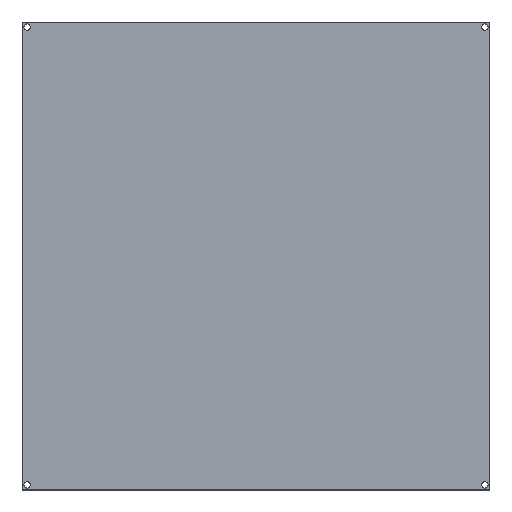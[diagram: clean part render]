
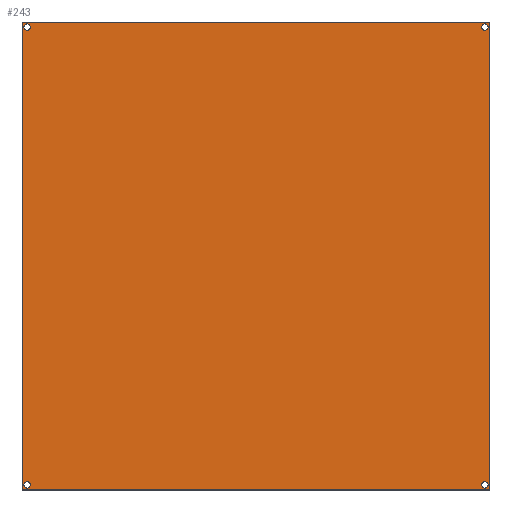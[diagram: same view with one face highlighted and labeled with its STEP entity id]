
A CAD part, top view. The second image highlights one B-rep face of the part: STEP entity #243.
In plain terms, the highlighted planar face has unit normal (0, 0, 1).
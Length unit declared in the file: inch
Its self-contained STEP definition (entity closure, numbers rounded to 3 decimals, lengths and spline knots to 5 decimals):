
#2 = CARTESIAN_POINT ( 'NONE',  ( 11.375, -11.375, 0.04 ) ) ;
#17 = DIRECTION ( 'NONE',  ( 0., -1., 0. ) ) ;
#20 = EDGE_CURVE ( 'NONE', #215, #215, #105, .T. ) ;
#23 = CARTESIAN_POINT ( 'NONE',  ( -10.9685, 11.125, 0.04 ) ) ;
#25 = EDGE_CURVE ( 'NONE', #113, #113, #324, .T. ) ;
#26 = VERTEX_POINT ( 'NONE', #23 ) ;
#29 = AXIS2_PLACEMENT_3D ( 'NONE', #232, #80, #155 ) ;
#40 = FACE_BOUND ( 'NONE', #269, .T. ) ;
#46 = CARTESIAN_POINT ( 'NONE',  ( 11.2815, -11.125, 0.04 ) ) ;
#51 = AXIS2_PLACEMENT_3D ( 'NONE', #224, #245, #96 ) ;
#59 = DIRECTION ( 'NONE',  ( -1., 0., 0. ) ) ;
#65 = EDGE_LOOP ( 'NONE', ( #142 ) ) ;
#68 = FACE_BOUND ( 'NONE', #65, .T. ) ;
#72 = ORIENTED_EDGE ( 'NONE', *, *, #20, .T. ) ;
#73 = EDGE_LOOP ( 'NONE', ( #301 ) ) ;
#77 = LINE ( 'NONE', #179, #207 ) ;
#79 = AXIS2_PLACEMENT_3D ( 'NONE', #211, #188, #206 ) ;
#80 = DIRECTION ( 'NONE',  ( 0., 0., -1. ) ) ;
#85 = FACE_OUTER_BOUND ( 'NONE', #327, .T. ) ;
#90 = CARTESIAN_POINT ( 'NONE',  ( -11.125, -11.125, 0.04 ) ) ;
#94 = ORIENTED_EDGE ( 'NONE', *, *, #126, .T. ) ;
#96 = DIRECTION ( 'NONE',  ( 1., 0., 0. ) ) ;
#105 = CIRCLE ( 'NONE', #51, 0.1565 ) ;
#107 = FACE_BOUND ( 'NONE', #73, .T. ) ;
#113 = VERTEX_POINT ( 'NONE', #194 ) ;
#121 = EDGE_CURVE ( 'NONE', #323, #299, #229, .T. ) ;
#122 = VERTEX_POINT ( 'NONE', #173 ) ;
#123 = CARTESIAN_POINT ( 'NONE',  ( 11.375, 0., 0.04 ) ) ;
#126 = EDGE_CURVE ( 'NONE', #26, #26, #150, .T. ) ;
#142 = ORIENTED_EDGE ( 'NONE', *, *, #25, .T. ) ;
#145 = VECTOR ( 'NONE', #283, 39.37008 ) ;
#150 = CIRCLE ( 'NONE', #29, 0.1565 ) ;
#154 = VECTOR ( 'NONE', #17, 39.37008 ) ;
#155 = DIRECTION ( 'NONE',  ( 1., 0., 0. ) ) ;
#158 = ORIENTED_EDGE ( 'NONE', *, *, #284, .T. ) ;
#159 = LINE ( 'NONE', #298, #289 ) ;
#161 = LINE ( 'NONE', #325, #154 ) ;
#164 = FACE_BOUND ( 'NONE', #187, .T. ) ;
#173 = CARTESIAN_POINT ( 'NONE',  ( -11.375, -11.375, 0.04 ) ) ;
#175 = EDGE_CURVE ( 'NONE', #299, #236, #77, .T. ) ;
#179 = CARTESIAN_POINT ( 'NONE',  ( 0., 11.375, 0.04 ) ) ;
#187 = EDGE_LOOP ( 'NONE', ( #72 ) ) ;
#188 = DIRECTION ( 'NONE',  ( 0., 0., 1. ) ) ;
#191 = ORIENTED_EDGE ( 'NONE', *, *, #175, .T. ) ;
#194 = CARTESIAN_POINT ( 'NONE',  ( 11.2815, 11.125, 0.04 ) ) ;
#195 = CARTESIAN_POINT ( 'NONE',  ( 11.125, 11.125, 0.04 ) ) ;
#206 = DIRECTION ( 'NONE',  ( 1., 0., 0. ) ) ;
#207 = VECTOR ( 'NONE', #59, 39.37008 ) ;
#209 = PLANE ( 'NONE',  #79 ) ;
#211 = CARTESIAN_POINT ( 'NONE',  ( 0., 0., 0.04 ) ) ;
#215 = VERTEX_POINT ( 'NONE', #46 ) ;
#224 = CARTESIAN_POINT ( 'NONE',  ( 11.125, -11.125, 0.04 ) ) ;
#229 = LINE ( 'NONE', #123, #145 ) ;
#232 = CARTESIAN_POINT ( 'NONE',  ( -11.125, 11.125, 0.04 ) ) ;
#233 = CARTESIAN_POINT ( 'NONE',  ( -11.375, 11.375, 0.04 ) ) ;
#236 = VERTEX_POINT ( 'NONE', #233 ) ;
#241 = VERTEX_POINT ( 'NONE', #272 ) ;
#242 = DIRECTION ( 'NONE',  ( 0., 0., -1. ) ) ;
#243 = ADVANCED_FACE ( 'NONE', ( #107, #40, #68, #164, #85 ), #209, .T. ) ;
#245 = DIRECTION ( 'NONE',  ( 0., 0., -1. ) ) ;
#261 = ORIENTED_EDGE ( 'NONE', *, *, #279, .T. ) ;
#263 = CARTESIAN_POINT ( 'NONE',  ( 11.375, 11.375, 0.04 ) ) ;
#265 = DIRECTION ( 'NONE',  ( 1., 0., 0. ) ) ;
#267 = DIRECTION ( 'NONE',  ( 1., 0., 0. ) ) ;
#269 = EDGE_LOOP ( 'NONE', ( #94 ) ) ;
#271 = DIRECTION ( 'NONE',  ( 1., 0., 0. ) ) ;
#272 = CARTESIAN_POINT ( 'NONE',  ( -10.9685, -11.125, 0.04 ) ) ;
#273 = ORIENTED_EDGE ( 'NONE', *, *, #121, .T. ) ;
#276 = CIRCLE ( 'NONE', #315, 0.1565 ) ;
#279 = EDGE_CURVE ( 'NONE', #236, #122, #161, .T. ) ;
#282 = AXIS2_PLACEMENT_3D ( 'NONE', #195, #242, #271 ) ;
#283 = DIRECTION ( 'NONE',  ( 0., 1., 0. ) ) ;
#284 = EDGE_CURVE ( 'NONE', #122, #323, #159, .T. ) ;
#289 = VECTOR ( 'NONE', #265, 39.37008 ) ;
#298 = CARTESIAN_POINT ( 'NONE',  ( 0., -11.375, 0.04 ) ) ;
#299 = VERTEX_POINT ( 'NONE', #263 ) ;
#300 = DIRECTION ( 'NONE',  ( 0., 0., -1. ) ) ;
#301 = ORIENTED_EDGE ( 'NONE', *, *, #319, .T. ) ;
#315 = AXIS2_PLACEMENT_3D ( 'NONE', #90, #300, #267 ) ;
#319 = EDGE_CURVE ( 'NONE', #241, #241, #276, .T. ) ;
#323 = VERTEX_POINT ( 'NONE', #2 ) ;
#324 = CIRCLE ( 'NONE', #282, 0.1565 ) ;
#325 = CARTESIAN_POINT ( 'NONE',  ( -11.375, 0., 0.04 ) ) ;
#327 = EDGE_LOOP ( 'NONE', ( #261, #158, #273, #191 ) ) ;
